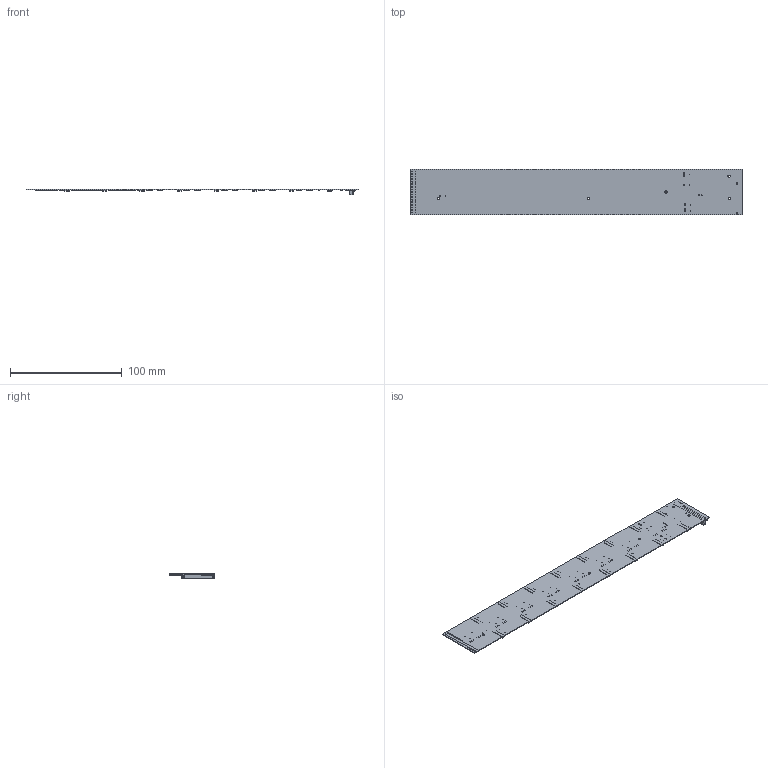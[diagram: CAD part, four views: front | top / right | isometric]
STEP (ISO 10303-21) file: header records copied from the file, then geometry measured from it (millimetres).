
FILE_DESCRIPTION(('Open CASCADE Model'),'2;1');
FILE_NAME('Open CASCADE Shape Model','2015-12-21T12:41:46',('Author'),( 'Open CASCADE'),'Open CASCADE STEP processor 6.5','Open CASCADE 6.5' ,'Unknown');
FILE_SCHEMA(('AUTOMOTIVE_DESIGN { 1 0 10303 214 1 1 1 1 }'));
Length unit declared in the file: millimetre
Products named in the file (170): PCB; BoardCB_L4_v1.3.1; C62CB_L4_v1.3.1; 0402-C; C54CB_L4_v1.3.1; C46CB_L4_v1.3.1; C35CB_L4_v1.3.1; C63CB_L4_v1.3.1; C55CB_L4_v1.3.1; C47CB_L4_v1.3.1; C36CB_L4_v1.3.1; C66CB_L4_v1.3.1; C58CB_L4_v1.3.1; C50CB_L4_v1.3.1; C42CB_L4_v1.3.1; C38CB_L4_v1.3.1; C67CB_L4_v1.3.1; C59CB_L4_v1.3.1; C51CB_L4_v1.3.1; C43CB_L4_v1.3.1; C37CB_L4_v1.3.1; C64CB_L4_v1.3.1; C56CB_L4_v1.3.1; C48CB_L4_v1.3.1; C39CB_L4_v1.3.1; C65CB_L4_v1.3.1; C57CB_L4_v1.3.1; C49CB_L4_v1.3.1; C33CB_L4_v1.3.1; C34CB_L4_v1.3.1; C68CB_L4_v1.3.1; C60CB_L4_v1.3.1; C52CB_L4_v1.3.1; C44CB_L4_v1.3.1; C40CB_L4_v1.3.1; C69CB_L4_v1.3.1; C61CB_L4_v1.3.1; C53CB_L4_v1.3.1; C45CB_L4_v1.3.1; C41CB_L4_v1.3.1 ...
Assembly tree (322 placements, depth 4):
  PCB
    BoardCB_L4_v1.3.1
    C62CB_L4_v1.3.1
      0402-C
    C54CB_L4_v1.3.1
      0402-C
    C46CB_L4_v1.3.1
      0402-C
    C35CB_L4_v1.3.1
      0402-C
    C63CB_L4_v1.3.1
      0402-C
    C55CB_L4_v1.3.1
      0402-C
    C47CB_L4_v1.3.1
      0402-C
    C36CB_L4_v1.3.1
      0402-C
    C66CB_L4_v1.3.1
      0402-C
    C58CB_L4_v1.3.1
      0402-C
    C50CB_L4_v1.3.1
      0402-C
    C42CB_L4_v1.3.1
      0402-C
    C38CB_L4_v1.3.1
      0402-C
    C67CB_L4_v1.3.1
      0402-C
    C59CB_L4_v1.3.1
      0402-C
    C51CB_L4_v1.3.1
      0402-C
    C43CB_L4_v1.3.1
      0402-C
    C37CB_L4_v1.3.1
      0402-C
    C64CB_L4_v1.3.1
      0402-C
    C56CB_L4_v1.3.1
      0402-C
    C48CB_L4_v1.3.1
      0402-C
    C39CB_L4_v1.3.1
      0402-C
    C65CB_L4_v1.3.1
      0402-C
    C57CB_L4_v1.3.1
      0402-C
    C49CB_L4_v1.3.1
      0402-C
    C33CB_L4_v1.3.1
      0402-C
    C34CB_L4_v1.3.1
      0402-C
    C68CB_L4_v1.3.1
      0402-C
    C60CB_L4_v1.3.1
      0402-C
Bounding box: 297 x 41.05 x 5.3 mm (x, y, z)
Volume: 8516.5 mm3; surface area: 30294.7 mm2
Topology: 161 solids, 161 shells, 9368 faces, 23157 edges, 13990 vertices
Faces by surface type: plane 7377, cylinder 1438, sphere 552, bspline 1
Full cylindrical faces by diameter (mm): 0.7 x50, 1.32 x1, 1.5 x2, 2 x4, 2.05 x1
Entity records: 65450 total; most frequent: CARTESIAN_POINT 11477, DIRECTION 9714, LINE 6861, VECTOR 6861, ORIENTED_EDGE 4842, PCURVE 4842, DEFINITIONAL_REPRESENTATION 4842, EDGE_CURVE 2421
